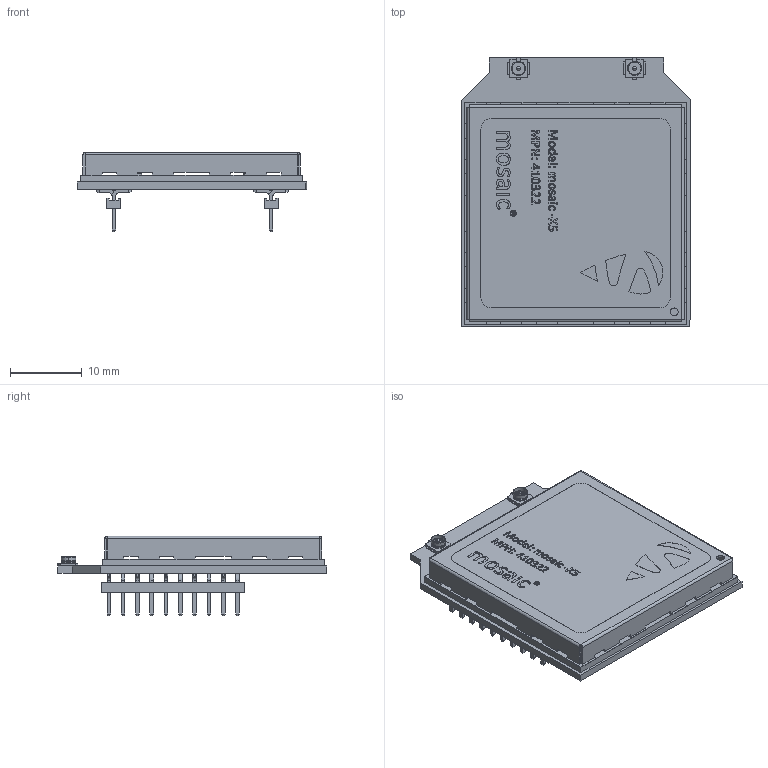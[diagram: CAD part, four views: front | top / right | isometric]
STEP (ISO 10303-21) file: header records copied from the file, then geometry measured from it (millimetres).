
FILE_DESCRIPTION (( 'STEP AP214' ), '1' );
FILE_NAME ('AS-RTK3B-MICRO-MH-L1L2UFLNH-00.STEP', '2023-03-20T06:12:35', ( '' ), ( '' ), 'SwSTEP 2.0', 'SolidWorks 2020', '' );
FILE_SCHEMA (( 'AUTOMOTIVE_DESIGN' ));
Length unit declared in the file: millimetre
Products named in the file (9): TMM-110-01-G-S-SM-P-TR.stp; TMM-110-01-G-S-SM-P-TR_body.stp; AS-RTK3B-MICRO-MH-L1L2UFLNH-00; PCB_srtk3bmicro; Mosaic-410322--3DModel-STEP-1.step; TMM-110-01-G-S-SM_pins1.stp; TMM-110-01-G-S-SM-P-TR_sm_pins2.stp; CONUFL001-SMD-T--3DModel-STEP-269445.step
Assembly tree (12 placements, depth 3):
  AS-RTK3B-MICRO-MH-L1L2UFLNH-00
    PCB_srtk3bmicro
    TMM-110-01-G-S-SM-P-TR.stp
      TMM-110-01-G-S-SM-P-TR_sm_pins2.stp
      TMM-110-01-G-S-SM_pins1.stp
      TMM-110-01-G-S-SM-P-TR_body.stp
    Mosaic-410322--3DModel-STEP-1.step
    CONUFL001-SMD-T--3DModel-STEP-269445.step  x2
    TMM-110-01-G-S-SM-P-TR.stp
      TMM-110-01-G-S-SM-P-TR_sm_pins2.stp
      TMM-110-01-G-S-SM_pins1.stp
      TMM-110-01-G-S-SM-P-TR_body.stp
Bounding box: 32.13 x 37.66 x 11.14 mm (x, y, z)
Volume: 2655.9 mm3; surface area: 9995.1 mm2
Topology: 331 solids, 331 shells, 3889 faces, 8694 edges, 5716 vertices
Faces by surface type: plane 2133, cylinder 1092, bspline 652, cone 12
Entity records: 128809 total; most frequent: CARTESIAN_POINT 50843, ORIENTED_EDGE 15254, DIRECTION 14118, EDGE_CURVE 7627, VERTEX_POINT 5042, AXIS2_PLACEMENT_3D 4941, LINE 4236, VECTOR 4236
